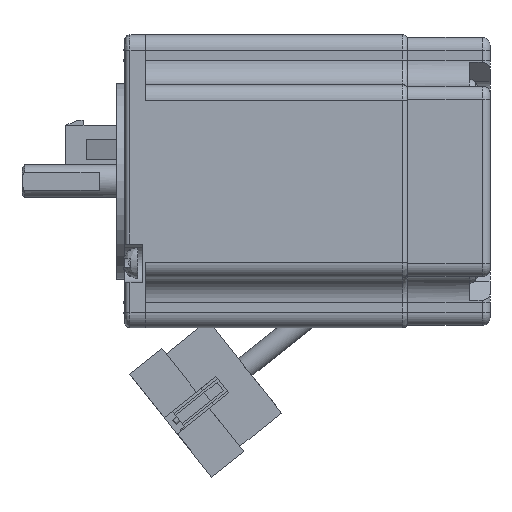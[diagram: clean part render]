
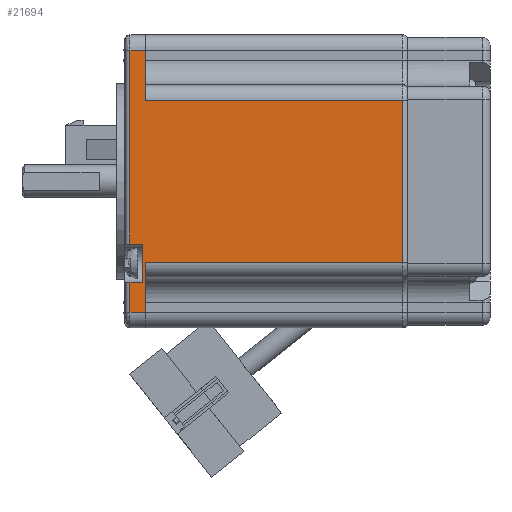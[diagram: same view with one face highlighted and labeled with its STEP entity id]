
A CAD part, front view. The second image highlights one B-rep face of the part: STEP entity #21694.
In plain terms, the highlighted face is planar.
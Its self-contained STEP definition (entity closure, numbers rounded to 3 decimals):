
#10 = DIRECTION ( 'NONE',  ( 0., 0., -1. ) ) ;
#193 = EDGE_CURVE ( 'NONE', #816, #14604, #9108, .T. ) ;
#291 = DIRECTION ( 'NONE',  ( 1., 0., 0. ) ) ;
#545 = EDGE_CURVE ( 'NONE', #20395, #15834, #7717, .T. ) ;
#816 = VERTEX_POINT ( 'NONE', #19898 ) ;
#954 = LINE ( 'NONE', #22017, #2917 ) ;
#1403 = LINE ( 'NONE', #8752, #1520 ) ;
#1520 = VECTOR ( 'NONE', #12767, 1000. ) ;
#1740 = VERTEX_POINT ( 'NONE', #16973 ) ;
#1837 = ORIENTED_EDGE ( 'NONE', *, *, #15640, .T. ) ;
#1841 = VECTOR ( 'NONE', #18590, 1000. ) ;
#1875 = LINE ( 'NONE', #16619, #1841 ) ;
#2917 = VECTOR ( 'NONE', #8095, 1000. ) ;
#3687 = ORIENTED_EDGE ( 'NONE', *, *, #13610, .F. ) ;
#3771 = DIRECTION ( 'NONE',  ( 0., 0., -1. ) ) ;
#3952 = CARTESIAN_POINT ( 'NONE',  ( 66.711, -21.243, 54. ) ) ;
#4049 = CARTESIAN_POINT ( 'NONE',  ( 120.711, -21.243, 51. ) ) ;
#4067 = EDGE_CURVE ( 'NONE', #24415, #12780, #13486, .T. ) ;
#4182 = DIRECTION ( 'NONE',  ( 0., 0., 1. ) ) ;
#5062 = DIRECTION ( 'NONE',  ( 1., 0., 0. ) ) ;
#5502 = EDGE_CURVE ( 'NONE', #10536, #15434, #23351, .T. ) ;
#5804 = CARTESIAN_POINT ( 'NONE',  ( 117.711, -21.243, 0. ) ) ;
#6385 = CARTESIAN_POINT ( 'NONE',  ( 66.711, -21.243, 51. ) ) ;
#6897 = DIRECTION ( 'NONE',  ( 1., 0., 0. ) ) ;
#7061 = ORIENTED_EDGE ( 'NONE', *, *, #545, .T. ) ;
#7299 = CARTESIAN_POINT ( 'NONE',  ( 76.441, -21.243, 0. ) ) ;
#7651 = CARTESIAN_POINT ( 'NONE',  ( 107.981, -21.243, 51. ) ) ;
#7695 = VECTOR ( 'NONE', #10, 1000. ) ;
#7714 = CARTESIAN_POINT ( 'NONE',  ( 104.411, -21.243, 54. ) ) ;
#7717 = LINE ( 'NONE', #11959, #7695 ) ;
#7835 = EDGE_CURVE ( 'NONE', #15434, #16545, #1875, .T. ) ;
#8053 = DIRECTION ( 'NONE',  ( -1., 0., 0. ) ) ;
#8095 = DIRECTION ( 'NONE',  ( 1., 0., 0. ) ) ;
#8591 = VECTOR ( 'NONE', #17207, 1000. ) ;
#8752 = CARTESIAN_POINT ( 'NONE',  ( 107.981, -21.243, 0. ) ) ;
#8807 = LINE ( 'NONE', #7299, #8591 ) ;
#9079 = VECTOR ( 'NONE', #291, 1000. ) ;
#9108 = LINE ( 'NONE', #14336, #9079 ) ;
#9188 = CARTESIAN_POINT ( 'NONE',  ( 107.981, -21.243, 1. ) ) ;
#10043 = FACE_OUTER_BOUND ( 'NONE', #14653, .T. ) ;
#10123 = CARTESIAN_POINT ( 'NONE',  ( 120.711, -21.243, 0. ) ) ;
#10141 = ORIENTED_EDGE ( 'NONE', *, *, #193, .F. ) ;
#10536 = VERTEX_POINT ( 'NONE', #15477 ) ;
#11120 = ORIENTED_EDGE ( 'NONE', *, *, #21909, .T. ) ;
#11311 = LINE ( 'NONE', #18799, #15998 ) ;
#11683 = VERTEX_POINT ( 'NONE', #7651 ) ;
#11959 = CARTESIAN_POINT ( 'NONE',  ( 104.411, -21.243, 0. ) ) ;
#12767 = DIRECTION ( 'NONE',  ( 0., 0., 1. ) ) ;
#12780 = VERTEX_POINT ( 'NONE', #17931 ) ;
#13278 = VECTOR ( 'NONE', #18088, 1000. ) ;
#13444 = ORIENTED_EDGE ( 'NONE', *, *, #23133, .T. ) ;
#13486 = LINE ( 'NONE', #16122, #13278 ) ;
#13610 = EDGE_CURVE ( 'NONE', #14604, #11683, #1403, .T. ) ;
#13741 = ORIENTED_EDGE ( 'NONE', *, *, #4067, .T. ) ;
#14028 = VERTEX_POINT ( 'NONE', #22921 ) ;
#14139 = PLANE ( 'NONE',  #21161 ) ;
#14333 = EDGE_CURVE ( 'NONE', #1740, #11683, #24187, .T. ) ;
#14336 = CARTESIAN_POINT ( 'NONE',  ( 76.441, -21.243, 1. ) ) ;
#14604 = VERTEX_POINT ( 'NONE', #9188 ) ;
#14653 = EDGE_LOOP ( 'NONE', ( #1837, #7061, #13444, #13741, #17963, #24694, #25346, #3687, #10141, #11120, #15303, #20724 ) ) ;
#14665 = VECTOR ( 'NONE', #3771, 1000. ) ;
#15303 = ORIENTED_EDGE ( 'NONE', *, *, #5502, .T. ) ;
#15434 = VERTEX_POINT ( 'NONE', #6385 ) ;
#15477 = CARTESIAN_POINT ( 'NONE',  ( 76.441, -21.243, 51. ) ) ;
#15640 = EDGE_CURVE ( 'NONE', #16545, #20395, #18166, .T. ) ;
#15834 = VERTEX_POINT ( 'NONE', #23369 ) ;
#15998 = VECTOR ( 'NONE', #6897, 1000. ) ;
#16021 = CARTESIAN_POINT ( 'NONE',  ( 120.711, -21.243, 51. ) ) ;
#16116 = DIRECTION ( 'NONE',  ( 0., 1., 0. ) ) ;
#16122 = CARTESIAN_POINT ( 'NONE',  ( 111.811, -21.243, 0. ) ) ;
#16545 = VERTEX_POINT ( 'NONE', #3952 ) ;
#16619 = CARTESIAN_POINT ( 'NONE',  ( 66.711, -21.243, 0. ) ) ;
#16973 = CARTESIAN_POINT ( 'NONE',  ( 117.711, -21.243, 51. ) ) ;
#17207 = DIRECTION ( 'NONE',  ( 0., 0., 1. ) ) ;
#17931 = CARTESIAN_POINT ( 'NONE',  ( 111.811, -21.243, 54. ) ) ;
#17963 = ORIENTED_EDGE ( 'NONE', *, *, #25038, .T. ) ;
#18064 = DIRECTION ( 'NONE',  ( -1., 0., 0. ) ) ;
#18088 = DIRECTION ( 'NONE',  ( 0., 0., 1. ) ) ;
#18166 = LINE ( 'NONE', #18943, #18192 ) ;
#18192 = VECTOR ( 'NONE', #5062, 1000. ) ;
#18590 = DIRECTION ( 'NONE',  ( 0., 0., 1. ) ) ;
#18799 = CARTESIAN_POINT ( 'NONE',  ( 120.711, -21.243, 54. ) ) ;
#18943 = CARTESIAN_POINT ( 'NONE',  ( 120.711, -21.243, 54. ) ) ;
#19898 = CARTESIAN_POINT ( 'NONE',  ( 76.441, -21.243, 1. ) ) ;
#20395 = VERTEX_POINT ( 'NONE', #7714 ) ;
#20724 = ORIENTED_EDGE ( 'NONE', *, *, #7835, .T. ) ;
#20764 = CARTESIAN_POINT ( 'NONE',  ( 111.811, -21.243, 51.5 ) ) ;
#21161 = AXIS2_PLACEMENT_3D ( 'NONE', #10123, #16116, #4182 ) ;
#21694 = ADVANCED_FACE ( 'NONE', ( #10043 ), #14139, .T. ) ;
#21909 = EDGE_CURVE ( 'NONE', #816, #10536, #8807, .T. ) ;
#22017 = CARTESIAN_POINT ( 'NONE',  ( 120.711, -21.243, 51.5 ) ) ;
#22513 = VECTOR ( 'NONE', #8053, 1000. ) ;
#22921 = CARTESIAN_POINT ( 'NONE',  ( 117.711, -21.243, 54. ) ) ;
#23133 = EDGE_CURVE ( 'NONE', #15834, #24415, #954, .T. ) ;
#23351 = LINE ( 'NONE', #4049, #22513 ) ;
#23369 = CARTESIAN_POINT ( 'NONE',  ( 104.411, -21.243, 51.5 ) ) ;
#24162 = VECTOR ( 'NONE', #18064, 1000. ) ;
#24187 = LINE ( 'NONE', #16021, #24162 ) ;
#24228 = LINE ( 'NONE', #5804, #14665 ) ;
#24415 = VERTEX_POINT ( 'NONE', #20764 ) ;
#24674 = EDGE_CURVE ( 'NONE', #14028, #1740, #24228, .T. ) ;
#24694 = ORIENTED_EDGE ( 'NONE', *, *, #24674, .T. ) ;
#25038 = EDGE_CURVE ( 'NONE', #12780, #14028, #11311, .T. ) ;
#25346 = ORIENTED_EDGE ( 'NONE', *, *, #14333, .T. ) ;
